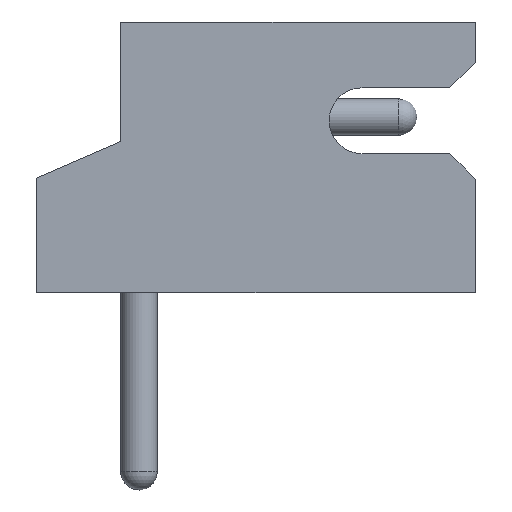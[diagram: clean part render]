
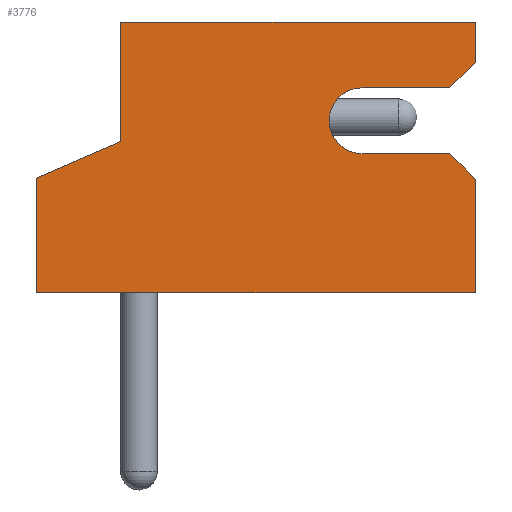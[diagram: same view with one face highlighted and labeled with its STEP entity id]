
A CAD part, front view. The second image highlights one B-rep face of the part: STEP entity #3776.
In plain terms, the highlighted planar face has unit normal (0, -1, 0).
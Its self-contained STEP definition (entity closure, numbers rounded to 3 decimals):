
#149=PLANE('',#4150);
#382=FACE_OUTER_BOUND('',#591,.T.);
#591=EDGE_LOOP('',(#3384,#3385,#3386,#3387,#3388,#3389,#3390,#3391,#3392,
#3393,#3394,#3395));
#783=LINE('',#5929,#1154);
#794=LINE('',#5946,#1165);
#899=LINE('',#6156,#1270);
#911=LINE('',#6180,#1282);
#915=LINE('',#6188,#1286);
#917=LINE('',#6191,#1288);
#955=LINE('',#6274,#1326);
#963=LINE('',#6287,#1334);
#969=LINE('',#6301,#1340);
#972=LINE('',#6307,#1343);
#974=LINE('',#6313,#1345);
#1154=VECTOR('',#4861,10.);
#1165=VECTOR('',#4882,10.);
#1270=VECTOR('',#5083,10.);
#1282=VECTOR('',#5097,10.);
#1286=VECTOR('',#5105,10.);
#1288=VECTOR('',#5109,10.);
#1326=VECTOR('',#5179,10.);
#1334=VECTOR('',#5193,10.);
#1340=VECTOR('',#5203,10.);
#1343=VECTOR('',#5208,10.);
#1345=VECTOR('',#5218,10.);
#1512=CIRCLE('',#4149,0.45);
#1764=VERTEX_POINT('',#5926);
#1765=VERTEX_POINT('',#5928);
#1766=VERTEX_POINT('',#5945);
#1822=VERTEX_POINT('',#6153);
#1823=VERTEX_POINT('',#6155);
#1834=VERTEX_POINT('',#6179);
#1836=VERTEX_POINT('',#6187);
#1864=VERTEX_POINT('',#6271);
#1865=VERTEX_POINT('',#6273);
#1872=VERTEX_POINT('',#6298);
#1873=VERTEX_POINT('',#6300);
#1875=VERTEX_POINT('',#6306);
#2204=EDGE_CURVE('',#1764,#1765,#783,.T.);
#2215=EDGE_CURVE('',#1766,#1765,#794,.T.);
#2320=EDGE_CURVE('',#1822,#1823,#899,.T.);
#2332=EDGE_CURVE('',#1834,#1766,#911,.T.);
#2336=EDGE_CURVE('',#1836,#1834,#915,.T.);
#2338=EDGE_CURVE('',#1822,#1836,#917,.T.);
#2378=EDGE_CURVE('',#1865,#1864,#955,.T.);
#2386=EDGE_CURVE('',#1764,#1865,#963,.T.);
#2392=EDGE_CURVE('',#1873,#1872,#969,.T.);
#2395=EDGE_CURVE('',#1875,#1873,#972,.T.);
#2398=EDGE_CURVE('',#1864,#1875,#1512,.T.);
#2399=EDGE_CURVE('',#1823,#1872,#974,.T.);
#3384=ORIENTED_EDGE('',*,*,#2386,.T.);
#3385=ORIENTED_EDGE('',*,*,#2378,.T.);
#3386=ORIENTED_EDGE('',*,*,#2398,.T.);
#3387=ORIENTED_EDGE('',*,*,#2395,.T.);
#3388=ORIENTED_EDGE('',*,*,#2392,.T.);
#3389=ORIENTED_EDGE('',*,*,#2399,.F.);
#3390=ORIENTED_EDGE('',*,*,#2320,.F.);
#3391=ORIENTED_EDGE('',*,*,#2338,.T.);
#3392=ORIENTED_EDGE('',*,*,#2336,.T.);
#3393=ORIENTED_EDGE('',*,*,#2332,.T.);
#3394=ORIENTED_EDGE('',*,*,#2215,.T.);
#3395=ORIENTED_EDGE('',*,*,#2204,.F.);
#3776=ADVANCED_FACE('',(#382),#149,.T.);
#4149=AXIS2_PLACEMENT_3D('',#6311,#5214,#5215);
#4150=AXIS2_PLACEMENT_3D('',#6312,#5216,#5217);
#4861=DIRECTION('',(0.,0.,-1.));
#4882=DIRECTION('',(1.,0.,0.));
#5083=DIRECTION('',(1.,0.,0.));
#5097=DIRECTION('',(0.,0.,-1.));
#5105=DIRECTION('',(-0.917,0.,-0.399));
#5109=DIRECTION('',(0.,0.,-1.));
#5179=DIRECTION('',(-1.,0.,0.));
#5193=DIRECTION('',(-0.707,0.,0.707));
#5203=DIRECTION('',(0.707,0.,0.707));
#5208=DIRECTION('',(1.,0.,0.));
#5214=DIRECTION('center_axis',(0.,1.,0.));
#5215=DIRECTION('ref_axis',(0.,0.,1.));
#5216=DIRECTION('center_axis',(0.,-1.,0.));
#5217=DIRECTION('ref_axis',(0.,0.,-1.));
#5218=DIRECTION('',(0.,0.,-1.));
#5926=CARTESIAN_POINT('',(4.6,-1.5,1.55));
#5928=CARTESIAN_POINT('',(4.6,-1.5,0.));
#5929=CARTESIAN_POINT('',(4.6,-1.5,3.7));
#5945=CARTESIAN_POINT('',(-1.4,-1.5,0.));
#5946=CARTESIAN_POINT('',(0.,-1.5,0.));
#6153=CARTESIAN_POINT('',(-0.25,-1.5,3.7));
#6155=CARTESIAN_POINT('',(4.6,-1.5,3.7));
#6156=CARTESIAN_POINT('',(0.,-1.5,3.7));
#6179=CARTESIAN_POINT('',(-1.4,-1.5,1.565));
#6180=CARTESIAN_POINT('',(-1.4,-1.5,3.7));
#6187=CARTESIAN_POINT('',(-0.25,-1.5,2.065));
#6188=CARTESIAN_POINT('',(-0.25,-1.5,2.065));
#6191=CARTESIAN_POINT('',(-0.25,-1.5,3.7));
#6271=CARTESIAN_POINT('',(3.05,-1.5,1.9));
#6273=CARTESIAN_POINT('',(4.25,-1.5,1.9));
#6274=CARTESIAN_POINT('',(2.125,-1.5,1.9));
#6287=CARTESIAN_POINT('',(2.913,-1.5,3.238));
#6298=CARTESIAN_POINT('',(4.6,-1.5,3.15));
#6300=CARTESIAN_POINT('',(4.25,-1.5,2.8));
#6301=CARTESIAN_POINT('',(3.413,-1.5,1.963));
#6306=CARTESIAN_POINT('',(3.05,-1.5,2.8));
#6307=CARTESIAN_POINT('',(1.525,-1.5,2.8));
#6311=CARTESIAN_POINT('Origin',(3.05,-1.5,2.35));
#6312=CARTESIAN_POINT('Origin',(0.,-1.5,3.7));
#6313=CARTESIAN_POINT('',(4.6,-1.5,3.7));
